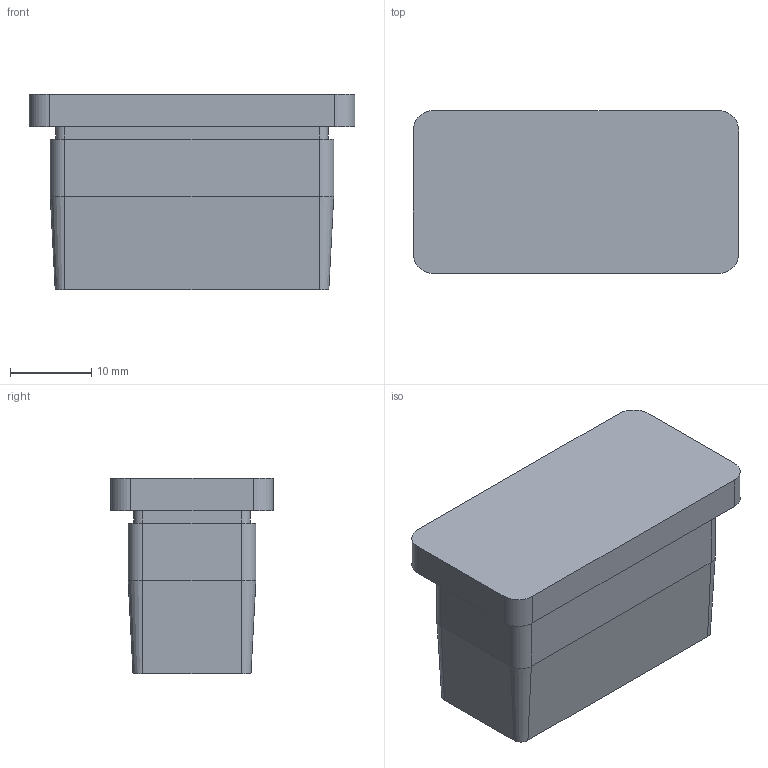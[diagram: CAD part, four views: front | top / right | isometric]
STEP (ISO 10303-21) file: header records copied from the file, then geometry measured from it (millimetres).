
FILE_DESCRIPTION(/* description */ (''),/* implementation_level */ '2;1');
FILE_NAME(/* name */ 'Kappen_X136.stp',/* time_stamp */ '2017-08-09T15:32:51+02:00',/* author */ (''),/* organization */ (''),/* preprocessor_version */ 'ST-DEVELOPER v16',/* originating_system */ 'SIEMENS PLM Software NX 11.0',/* authorisation */ '');
FILE_SCHEMA (('AUTOMOTIVE_DESIGN { 1 0 10303 214 3 1 1 1 }'));
Length unit declared in the file: millimetre
Products named in the file (1): Goge0EC4D08Df67e
Bounding box: 40 x 20 x 24 mm (x, y, z)
Volume: 5363.6 mm3; surface area: 5840.9 mm2
Topology: 1 solids, 1 shells, 45 faces, 112 edges, 73 vertices
Faces by surface type: plane 25, cylinder 16, cone 4
Entity records: 1390 total; most frequent: DIRECTION 242, CARTESIAN_POINT 232, ORIENTED_EDGE 224, EDGE_CURVE 112, AXIS2_PLACEMENT_3D 83, LINE 76, VECTOR 76, VERTEX_POINT 72
